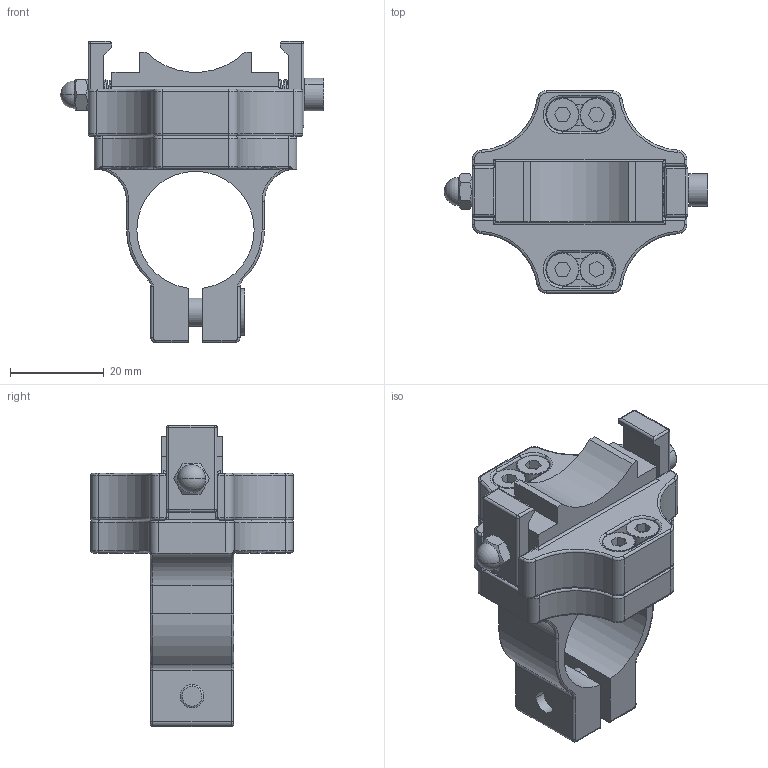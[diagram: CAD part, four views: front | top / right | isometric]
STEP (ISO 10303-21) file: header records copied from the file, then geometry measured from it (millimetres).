
FILE_DESCRIPTION (( 'STEP AP203' ), '1' );
FILE_NAME ('CRTB25-30B.STEP', '2025-07-11T00:42:12', ( '' ), ( '' ), 'SwSTEP 2.0', 'SolidWorks 2020', '' );
FILE_SCHEMA (( 'CONFIG_CONTROL_DESIGN' ));
Length unit declared in the file: millimetre
Products named in the file (1): CRTB25-30B
Bounding box: 56.16 x 43.2 x 64.2 mm (x, y, z)
Volume: 32579.7 mm3; surface area: 17948.5 mm2
Topology: 13 solids, 13 shells, 864 faces, 2138 edges, 1324 vertices
Faces by surface type: plane 390, cylinder 182, torus 128, bspline 114, cone 40, sphere 10
Entity records: 32713 total; most frequent: CARTESIAN_POINT 12815, ORIENTED_EDGE 4218, DIRECTION 3906, EDGE_CURVE 2109, AXIS2_PLACEMENT_3D 1330, VERTEX_POINT 1323, VECTOR 1246, LINE 1246
